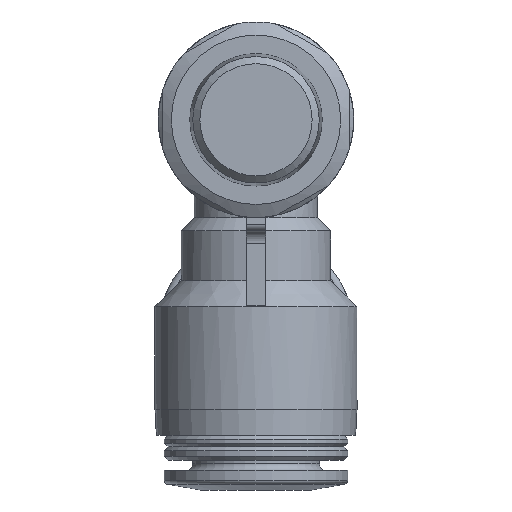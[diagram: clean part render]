
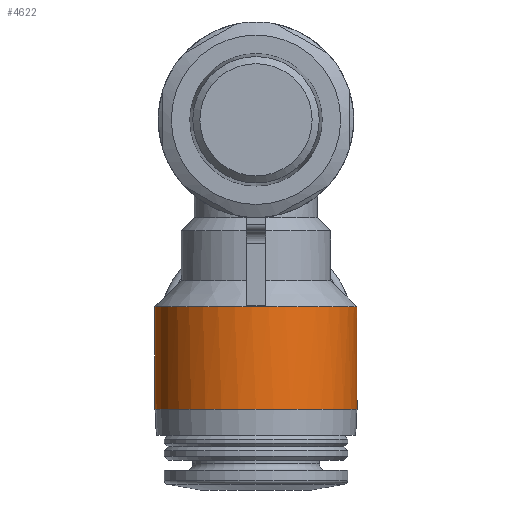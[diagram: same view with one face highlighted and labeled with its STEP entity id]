
A CAD part, front view. The second image highlights one B-rep face of the part: STEP entity #4622.
In plain terms, the highlighted cylindrical face has radius 7.75 mm (diameter 15.5 mm), a full revolution.
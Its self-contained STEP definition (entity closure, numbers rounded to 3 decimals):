
#193=B_SPLINE_CURVE_WITH_KNOTS('',3,(#6221,#6222,#6223,#6224,#6225,#6226,
#6227,#6228,#6229,#6230,#6231,#6232,#6233),.UNSPECIFIED.,.F.,.F.,(4,1,1,
1,1,1,1,1,1,1,4),(0.022,0.025,0.026,
0.027,0.03,0.032,0.035,
0.037,0.038,0.04,0.042),
 .UNSPECIFIED.);
#1549=ORIENTED_EDGE('',*,*,#2087,.F.);
#1550=ORIENTED_EDGE('',*,*,#2086,.T.);
#1551=ORIENTED_EDGE('',*,*,#1728,.T.);
#1728=EDGE_CURVE('',#2194,#2193,#193,.T.);
#2086=EDGE_CURVE('',#2193,#2194,#2581,.T.);
#2087=EDGE_CURVE('',#2425,#2425,#2582,.T.);
#2193=VERTEX_POINT('',#6220);
#2194=VERTEX_POINT('',#6234);
#2425=VERTEX_POINT('',#7375);
#2581=CIRCLE('',#4954,7.75);
#2582=CIRCLE('',#4956,7.75);
#2782=EDGE_LOOP('',(#1549));
#2783=EDGE_LOOP('',(#1550,#1551));
#3009=FACE_BOUND('',#2782,.T.);
#3010=FACE_BOUND('',#2783,.T.);
#3113=CYLINDRICAL_SURFACE('',#4955,7.75);
#4622=ADVANCED_FACE('',(#3009,#3010),#3113,.T.);
#4954=AXIS2_PLACEMENT_3D('',#7372,#5762,#5763);
#4955=AXIS2_PLACEMENT_3D('',#7373,#5764,#5765);
#4956=AXIS2_PLACEMENT_3D('',#7374,#5766,#5767);
#5762=DIRECTION('',(0.,0.,-1.));
#5763=DIRECTION('',(-1.,0.,0.));
#5764=DIRECTION('',(0.,0.,-1.));
#5765=DIRECTION('',(-1.,0.,0.));
#5766=DIRECTION('',(0.,0.,-1.));
#5767=DIRECTION('',(-1.,0.,0.));
#6220=CARTESIAN_POINT('',(4.645,26.904,-14.35));
#6221=CARTESIAN_POINT('',(-4.645,26.904,-14.35));
#6222=CARTESIAN_POINT('',(-4.942,26.681,-15.096));
#6223=CARTESIAN_POINT('',(-5.121,26.518,-16.386));
#6224=CARTESIAN_POINT('',(-4.716,26.859,-18.004));
#6225=CARTESIAN_POINT('',(-3.971,27.389,-19.411));
#6226=CARTESIAN_POINT('',(-2.491,28.161,-20.764));
#6227=CARTESIAN_POINT('',(0.013,28.595,-21.419));
#6228=CARTESIAN_POINT('',(2.494,28.158,-20.761));
#6229=CARTESIAN_POINT('',(3.976,27.386,-19.403));
#6230=CARTESIAN_POINT('',(4.714,26.86,-18.006));
#6231=CARTESIAN_POINT('',(5.121,26.519,-16.392));
#6232=CARTESIAN_POINT('',(4.943,26.681,-15.098));
#6233=CARTESIAN_POINT('',(4.645,26.904,-14.35));
#6234=CARTESIAN_POINT('',(-4.645,26.904,-14.35));
#7372=CARTESIAN_POINT('',(0.,20.7,-14.35));
#7373=CARTESIAN_POINT('',(0.,20.7,-28.4));
#7374=CARTESIAN_POINT('',(0.,20.7,-22.2));
#7375=CARTESIAN_POINT('',(-7.75,20.7,-22.2));
